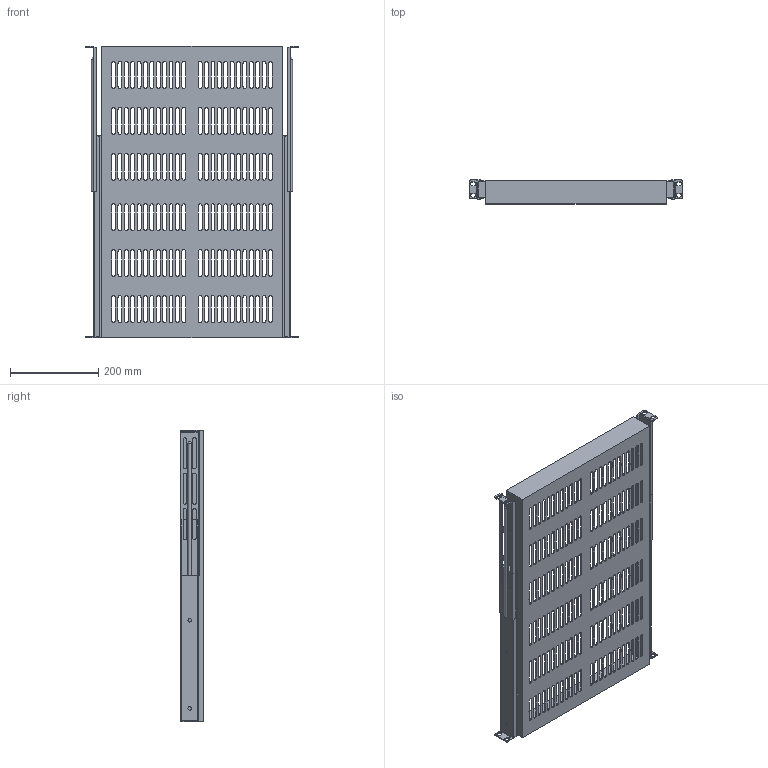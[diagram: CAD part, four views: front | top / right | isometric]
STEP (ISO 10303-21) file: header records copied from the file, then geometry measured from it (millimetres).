
FILE_DESCRIPTION (( 'STEP AP214' ), '1' );
FILE_NAME ('RP00020-1.STEP', '2018-11-27T18:33:51', ( '' ), ( '' ), 'SwSTEP 2.0', 'SolidWorks 2017', '' );
FILE_SCHEMA (( 'AUTOMOTIVE_DESIGN' ));
Length unit declared in the file: inch
Products named in the file (4): RP00020-1_1; RP00020-1_2; RP00020-1
Assembly tree (3 placements, depth 2):
  RP00020-1
    RP00020-1_1
    RP00020-1_2
    RP00020-1_2
Bounding box: 482.07 x 53.5 x 660 mm (x, y, z)
Volume: 2144134.8 mm3; surface area: 927377.9 mm2
Topology: 7 solids, 7 shells, 953 faces, 2826 edges, 1882 vertices
Faces by surface type: cylinder 528, plane 423, sphere 2
Entity records: 43640 total; most frequent: DIRECTION 5798, CARTESIAN_POINT 5691, ORIENTED_EDGE 5644, EDGE_CURVE 2822, AXIS2_PLACEMENT_3D 2023, VERTEX_POINT 1880, LINE 1752, VECTOR 1752
